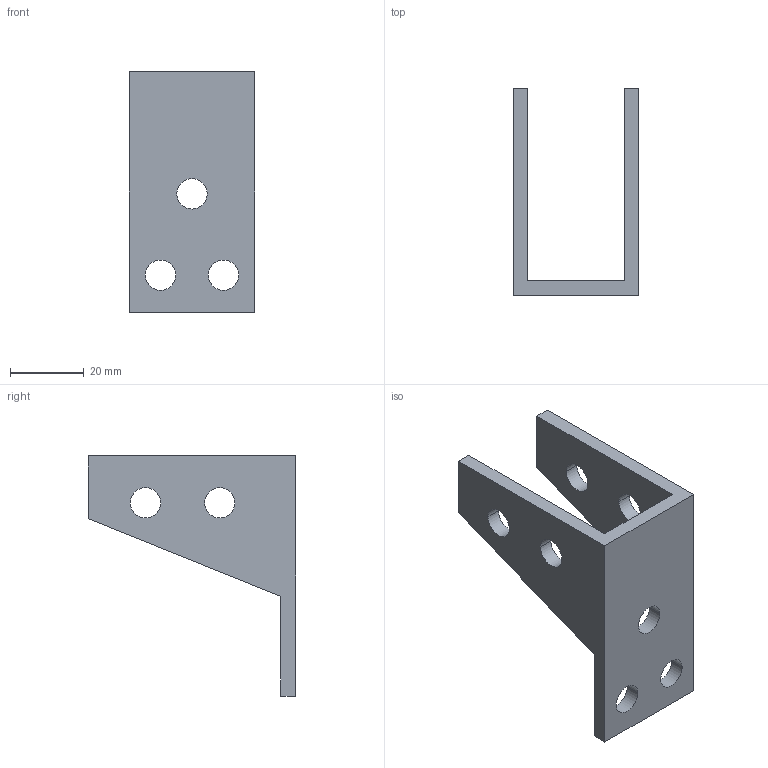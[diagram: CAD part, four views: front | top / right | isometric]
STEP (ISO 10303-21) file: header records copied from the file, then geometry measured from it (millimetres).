
FILE_DESCRIPTION((''),'2;1');
FILE_NAME('CROCHET-CANAPE','2023-08-29T19:05:30',('bopas'),('CooperPowerTools'),'CREO PARAMETRIC BY PTC INC, 2023014','CREO PARAMETRIC BY PTC INC, 2023014','');
FILE_SCHEMA(('CONFIG_CONTROL_DESIGN'));
Length unit declared in the file: millimetre
Products named in the file (1): CROCHET-CANAPE
Bounding box: 34 x 56 x 65 mm (x, y, z)
Volume: 18801.3 mm3; surface area: 11610.6 mm2
Topology: 1 solids, 1 shells, 26 faces, 72 edges, 48 vertices
Faces by surface type: cylinder 14, plane 12
Entity records: 910 total; most frequent: DIRECTION 152, CARTESIAN_POINT 146, ORIENTED_EDGE 144, EDGE_CURVE 72, AXIS2_PLACEMENT_3D 54, VERTEX_POINT 48, VECTOR 44, LINE 44
